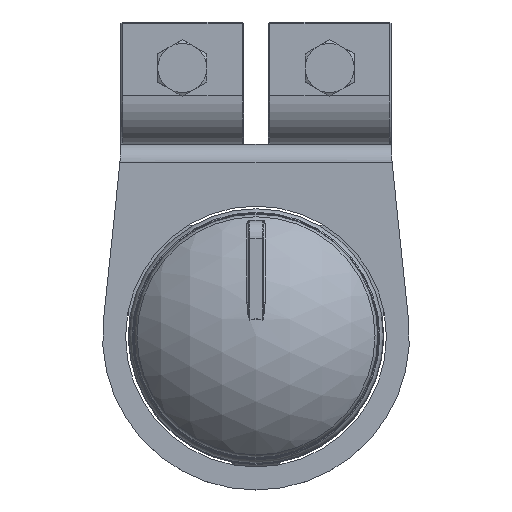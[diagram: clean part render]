
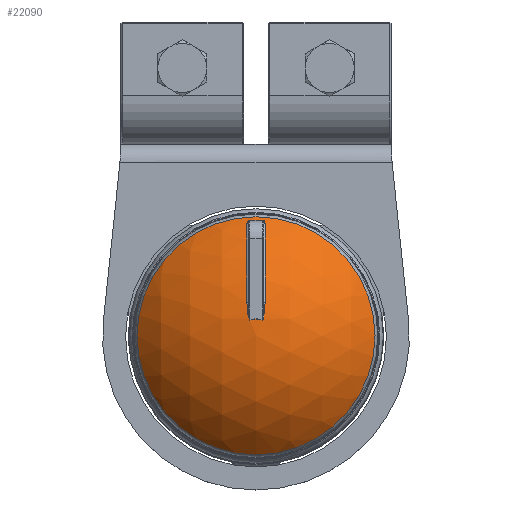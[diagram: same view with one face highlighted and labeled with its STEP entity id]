
A CAD part, top view. The second image highlights one B-rep face of the part: STEP entity #22090.
In plain terms, the highlighted spherical face has radius 50 mm.
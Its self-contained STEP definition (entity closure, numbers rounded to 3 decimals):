
#49=SPHERICAL_SURFACE('',#24615,50.);
#1337=FACE_BOUND('',#4043,.T.);
#2518=FACE_OUTER_BOUND('',#4042,.T.);
#4042=EDGE_LOOP('',(#17691));
#4043=EDGE_LOOP('',(#17692,#17693,#17694,#17695,#17696,#17697,#17698,#17699));
#5278=B_SPLINE_CURVE_WITH_KNOTS('',3,(#43713,#43714,#43715,#43716,#43717,
#43718,#43719,#43720,#43721,#43722),.UNSPECIFIED.,.F.,.F.,(4,1,1,1,1,1,
1,4),(0.,0.265,0.353,0.441,0.529,
0.573,0.595,0.618),.UNSPECIFIED.);
#5280=B_SPLINE_CURVE_WITH_KNOTS('',3,(#43785,#43786,#43787,#43788,#43789,
#43790,#43791,#43792,#43793),.UNSPECIFIED.,.F.,.F.,(4,1,1,1,1,1,4),(0.,
0.022,0.044,0.088,0.176,
0.265,0.618),.UNSPECIFIED.);
#5282=B_SPLINE_CURVE_WITH_KNOTS('',3,(#43837,#43838,#43839,#43840,#43841,
#43842),.UNSPECIFIED.,.F.,.F.,(4,1,1,4),(0.,0.083,
0.139,0.195),.UNSPECIFIED.);
#5284=B_SPLINE_CURVE_WITH_KNOTS('',3,(#43887,#43888,#43889,#43890,#43891,
#43892),.UNSPECIFIED.,.F.,.F.,(4,1,1,4),(0.,0.056,
0.111,0.195),.UNSPECIFIED.);
#8110=CIRCLE('',#24597,5.442);
#8113=CIRCLE('',#24601,49.912);
#8117=CIRCLE('',#24606,32.818);
#8119=CIRCLE('',#24609,49.912);
#8122=CIRCLE('',#24616,38.804);
#9863=VERTEX_POINT('',#43698);
#9865=VERTEX_POINT('',#43711);
#9866=VERTEX_POINT('',#43724);
#9868=VERTEX_POINT('',#43774);
#9869=VERTEX_POINT('',#43795);
#9870=VERTEX_POINT('',#43828);
#9872=VERTEX_POINT('',#43844);
#9874=VERTEX_POINT('',#43879);
#9878=VERTEX_POINT('',#43908);
#12572=EDGE_CURVE('',#9865,#9863,#5278,.T.);
#12575=EDGE_CURVE('',#9863,#9866,#8110,.T.);
#12578=EDGE_CURVE('',#9866,#9868,#5280,.T.);
#12580=EDGE_CURVE('',#9868,#9869,#8113,.T.);
#12583=EDGE_CURVE('',#9869,#9870,#5282,.T.);
#12586=EDGE_CURVE('',#9870,#9872,#8117,.T.);
#12589=EDGE_CURVE('',#9872,#9874,#5284,.T.);
#12590=EDGE_CURVE('',#9874,#9865,#8119,.T.);
#12597=EDGE_CURVE('',#9878,#9878,#8122,.T.);
#17691=ORIENTED_EDGE('',*,*,#12597,.T.);
#17692=ORIENTED_EDGE('',*,*,#12572,.F.);
#17693=ORIENTED_EDGE('',*,*,#12590,.F.);
#17694=ORIENTED_EDGE('',*,*,#12589,.F.);
#17695=ORIENTED_EDGE('',*,*,#12586,.F.);
#17696=ORIENTED_EDGE('',*,*,#12583,.F.);
#17697=ORIENTED_EDGE('',*,*,#12580,.F.);
#17698=ORIENTED_EDGE('',*,*,#12578,.F.);
#17699=ORIENTED_EDGE('',*,*,#12575,.F.);
#22090=ADVANCED_FACE('',(#2518,#1337),#49,.T.);
#24597=AXIS2_PLACEMENT_3D('',#43728,#28979,#28980);
#24601=AXIS2_PLACEMENT_3D('',#43797,#28987,#28988);
#24606=AXIS2_PLACEMENT_3D('',#43848,#28997,#28998);
#24609=AXIS2_PLACEMENT_3D('',#43894,#29003,#29004);
#24615=AXIS2_PLACEMENT_3D('',#43907,#29019,#29020);
#24616=AXIS2_PLACEMENT_3D('',#43909,#29021,#29022);
#28979=DIRECTION('center_axis',(0.,-1.,0.));
#28980=DIRECTION('ref_axis',(1.,0.,0.));
#28987=DIRECTION('center_axis',(0.,0.,-1.));
#28988=DIRECTION('ref_axis',(0.484,0.875,0.));
#28997=DIRECTION('center_axis',(-1.,0.,0.));
#28998=DIRECTION('ref_axis',(0.,1.,0.));
#29003=DIRECTION('center_axis',(0.,0.,1.));
#29004=DIRECTION('ref_axis',(0.484,0.875,0.));
#29019=DIRECTION('center_axis',(0.,0.,1.));
#29020=DIRECTION('ref_axis',(1.,0.,0.));
#29021=DIRECTION('center_axis',(0.,1.,0.));
#29022=DIRECTION('ref_axis',(1.,0.,0.));
#43698=CARTESIAN_POINT('',(5.069,277.203,-1.98));
#43711=CARTESIAN_POINT('',(10.874,276.213,-2.97));
#43713=CARTESIAN_POINT('Ctrl Pts',(10.874,276.213,-2.97));
#43714=CARTESIAN_POINT('Ctrl Pts',(10.021,276.403,-2.97));
#43715=CARTESIAN_POINT('Ctrl Pts',(8.879,276.631,-2.897));
#43716=CARTESIAN_POINT('Ctrl Pts',(7.455,276.868,-2.726));
#43717=CARTESIAN_POINT('Ctrl Pts',(6.605,276.997,-2.589));
#43718=CARTESIAN_POINT('Ctrl Pts',(5.899,277.092,-2.445));
#43719=CARTESIAN_POINT('Ctrl Pts',(5.412,277.154,-2.29));
#43720=CARTESIAN_POINT('Ctrl Pts',(5.156,277.186,-2.171));
#43721=CARTESIAN_POINT('Ctrl Pts',(5.042,277.203,-2.048));
#43722=CARTESIAN_POINT('Ctrl Pts',(5.069,277.203,-1.98));
#43724=CARTESIAN_POINT('',(5.069,277.203,1.98));
#43728=CARTESIAN_POINT('Origin',(0.,277.203,0.));
#43774=CARTESIAN_POINT('',(10.874,276.213,2.97));
#43785=CARTESIAN_POINT('Ctrl Pts',(5.069,277.203,1.98));
#43786=CARTESIAN_POINT('Ctrl Pts',(5.042,277.203,2.048));
#43787=CARTESIAN_POINT('Ctrl Pts',(5.156,277.186,2.171));
#43788=CARTESIAN_POINT('Ctrl Pts',(5.412,277.154,2.29));
#43789=CARTESIAN_POINT('Ctrl Pts',(5.899,277.092,2.445));
#43790=CARTESIAN_POINT('Ctrl Pts',(6.605,276.997,2.592));
#43791=CARTESIAN_POINT('Ctrl Pts',(8.307,276.74,2.859));
#43792=CARTESIAN_POINT('Ctrl Pts',(9.737,276.467,2.97));
#43793=CARTESIAN_POINT('Ctrl Pts',(10.874,276.213,2.97));
#43795=CARTESIAN_POINT('',(36.733,261.292,2.97));
#43797=CARTESIAN_POINT('Origin',(0.,227.5,2.97));
#43828=CARTESIAN_POINT('',(37.723,260.258,1.98));
#43837=CARTESIAN_POINT('Ctrl Pts',(36.733,261.292,2.97));
#43838=CARTESIAN_POINT('Ctrl Pts',(36.919,261.089,2.97));
#43839=CARTESIAN_POINT('Ctrl Pts',(37.231,260.752,2.884));
#43840=CARTESIAN_POINT('Ctrl Pts',(37.609,260.353,2.521));
#43841=CARTESIAN_POINT('Ctrl Pts',(37.723,260.247,2.164));
#43842=CARTESIAN_POINT('Ctrl Pts',(37.723,260.258,1.98));
#43844=CARTESIAN_POINT('',(37.723,260.258,-1.98));
#43848=CARTESIAN_POINT('Origin',(37.723,227.5,0.));
#43879=CARTESIAN_POINT('',(36.733,261.292,-2.97));
#43887=CARTESIAN_POINT('Ctrl Pts',(37.723,260.258,-1.98));
#43888=CARTESIAN_POINT('Ctrl Pts',(37.723,260.247,-2.164));
#43889=CARTESIAN_POINT('Ctrl Pts',(37.609,260.353,-2.521));
#43890=CARTESIAN_POINT('Ctrl Pts',(37.231,260.752,-2.884));
#43891=CARTESIAN_POINT('Ctrl Pts',(36.919,261.089,-2.97));
#43892=CARTESIAN_POINT('Ctrl Pts',(36.733,261.292,-2.97));
#43894=CARTESIAN_POINT('Origin',(0.,227.5,-2.97));
#43907=CARTESIAN_POINT('Origin',(0.,227.5,0.));
#43908=CARTESIAN_POINT('',(0.,259.031,-38.804));
#43909=CARTESIAN_POINT('Origin',(0.,259.031,0.));
